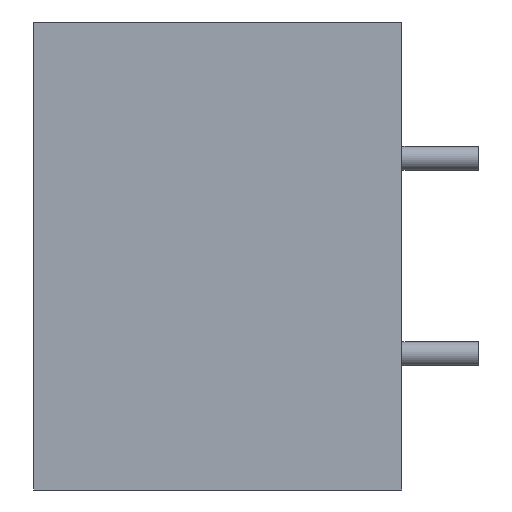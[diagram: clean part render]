
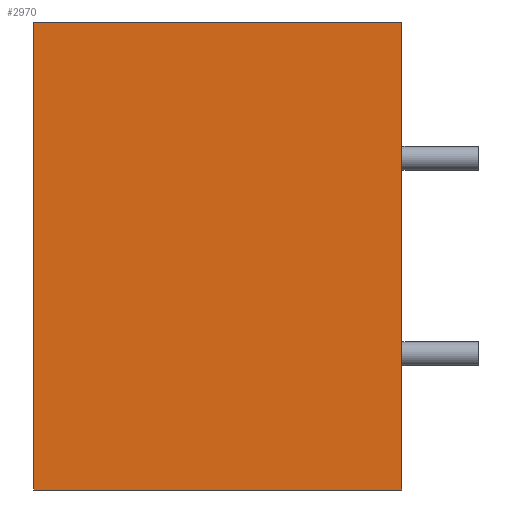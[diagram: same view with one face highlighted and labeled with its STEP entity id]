
A CAD part, left-side view. The second image highlights one B-rep face of the part: STEP entity #2970.
In plain terms, the highlighted planar face has unit normal (-1, 0, 0).
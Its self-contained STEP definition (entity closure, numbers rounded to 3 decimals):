
#33 = DIRECTION ( 'NONE',  ( 0., 0., -1. ) ) ;
#83 = EDGE_CURVE ( 'NONE', #606, #3124, #1438, .T. ) ;
#300 = VECTOR ( 'NONE', #1387, 1000. ) ;
#416 = DIRECTION ( 'NONE',  ( 0., -1., 0. ) ) ;
#606 = VERTEX_POINT ( 'NONE', #2611 ) ;
#654 = LINE ( 'NONE', #2287, #795 ) ;
#779 = ORIENTED_EDGE ( 'NONE', *, *, #1121, .T. ) ;
#795 = VECTOR ( 'NONE', #33, 1000. ) ;
#972 = VERTEX_POINT ( 'NONE', #2629 ) ;
#1022 = VECTOR ( 'NONE', #1663, 1000. ) ;
#1056 = VECTOR ( 'NONE', #416, 1000. ) ;
#1121 = EDGE_CURVE ( 'NONE', #972, #1956, #2339, .T. ) ;
#1132 = FACE_OUTER_BOUND ( 'NONE', #2428, .T. ) ;
#1212 = CARTESIAN_POINT ( 'NONE',  ( 0., 0., 0. ) ) ;
#1387 = DIRECTION ( 'NONE',  ( 0., -1., 0. ) ) ;
#1438 = LINE ( 'NONE', #3064, #1056 ) ;
#1472 = DIRECTION ( 'NONE',  ( 0., 0., -1. ) ) ;
#1481 = DIRECTION ( 'NONE',  ( 1., 0., 0. ) ) ;
#1663 = DIRECTION ( 'NONE',  ( 0., 0., -1. ) ) ;
#1738 = LINE ( 'NONE', #2402, #1022 ) ;
#1956 = VERTEX_POINT ( 'NONE', #1212 ) ;
#2090 = EDGE_CURVE ( 'NONE', #3124, #1956, #654, .T. ) ;
#2204 = CARTESIAN_POINT ( 'NONE',  ( 0., 0., 24.4 ) ) ;
#2287 = CARTESIAN_POINT ( 'NONE',  ( 0., 0., 24.4 ) ) ;
#2317 = AXIS2_PLACEMENT_3D ( 'NONE', #2204, #1481, #1472 ) ;
#2339 = LINE ( 'NONE', #3112, #300 ) ;
#2402 = CARTESIAN_POINT ( 'NONE',  ( 0., 19.2, 24.4 ) ) ;
#2428 = EDGE_LOOP ( 'NONE', ( #779, #2624, #2990, #2869 ) ) ;
#2531 = EDGE_CURVE ( 'NONE', #606, #972, #1738, .T. ) ;
#2611 = CARTESIAN_POINT ( 'NONE',  ( 0., 19.2, 24.4 ) ) ;
#2624 = ORIENTED_EDGE ( 'NONE', *, *, #2090, .F. ) ;
#2629 = CARTESIAN_POINT ( 'NONE',  ( 0., 19.2, 0. ) ) ;
#2744 = CARTESIAN_POINT ( 'NONE',  ( 0., 0., 24.4 ) ) ;
#2869 = ORIENTED_EDGE ( 'NONE', *, *, #2531, .T. ) ;
#2933 = PLANE ( 'NONE',  #2317 ) ;
#2970 = ADVANCED_FACE ( 'NONE', ( #1132 ), #2933, .F. ) ;
#2990 = ORIENTED_EDGE ( 'NONE', *, *, #83, .F. ) ;
#3064 = CARTESIAN_POINT ( 'NONE',  ( 0., 0., 24.4 ) ) ;
#3112 = CARTESIAN_POINT ( 'NONE',  ( 0., 0., 0. ) ) ;
#3124 = VERTEX_POINT ( 'NONE', #2744 ) ;
